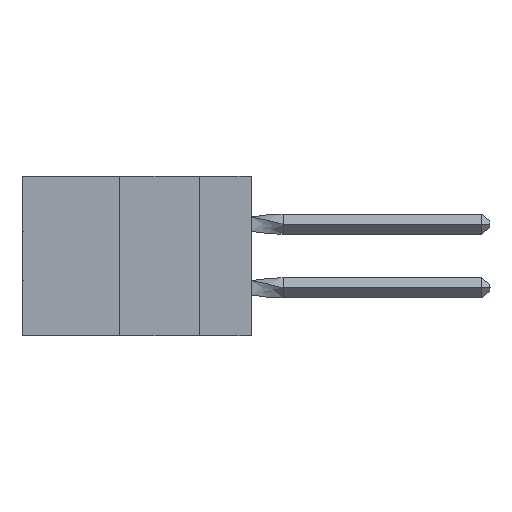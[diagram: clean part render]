
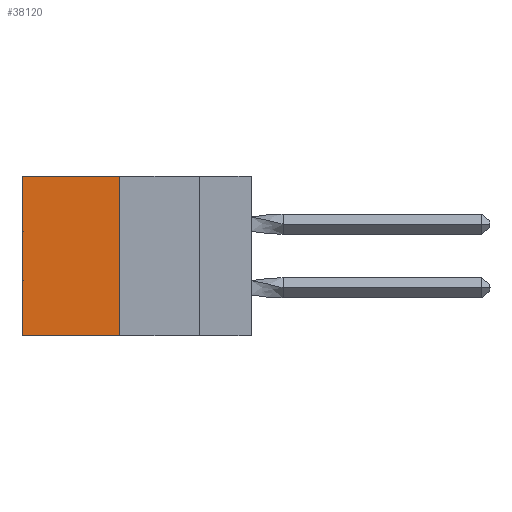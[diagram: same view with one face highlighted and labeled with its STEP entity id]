
A CAD part, left-side view. The second image highlights one B-rep face of the part: STEP entity #38120.
In plain terms, the highlighted planar face has unit normal (-1, 0, 0).
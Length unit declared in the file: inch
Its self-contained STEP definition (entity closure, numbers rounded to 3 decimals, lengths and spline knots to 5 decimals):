
#465 = DIRECTION ( 'NONE',  ( 0., 1., 0. ) ) ;
#657 = DIRECTION ( 'NONE',  ( 0., 0., -1. ) ) ;
#2743 = EDGE_CURVE ( 'NONE', #23764, #7523, #29193, .T. ) ;
#2778 = DIRECTION ( 'NONE',  ( 0., 1., 0. ) ) ;
#4245 = VERTEX_POINT ( 'NONE', #17190 ) ;
#4592 = CARTESIAN_POINT ( 'NONE',  ( 0.305, 0.413, -0.5 ) ) ;
#7523 = VERTEX_POINT ( 'NONE', #24223 ) ;
#8127 = CARTESIAN_POINT ( 'NONE',  ( 0.305, 0.72, -0.5 ) ) ;
#8223 = AXIS2_PLACEMENT_3D ( 'NONE', #17824, #34756, #657 ) ;
#9702 = VECTOR ( 'NONE', #31272, 39.37008 ) ;
#11351 = VECTOR ( 'NONE', #2778, 39.37008 ) ;
#12331 = LINE ( 'NONE', #8127, #27048 ) ;
#12860 = EDGE_CURVE ( 'NONE', #7523, #4245, #22881, .T. ) ;
#14139 = PLANE ( 'NONE',  #8223 ) ;
#14257 = LINE ( 'NONE', #40770, #20588 ) ;
#17190 = CARTESIAN_POINT ( 'NONE',  ( 0.305, 0.72, -0.5 ) ) ;
#17824 = CARTESIAN_POINT ( 'NONE',  ( 0.305, 0.413, -0.5 ) ) ;
#18543 = EDGE_LOOP ( 'NONE', ( #26705, #19758, #27138, #33868 ) ) ;
#19758 = ORIENTED_EDGE ( 'NONE', *, *, #12860, .F. ) ;
#20588 = VECTOR ( 'NONE', #465, 39.37008 ) ;
#22320 = CARTESIAN_POINT ( 'NONE',  ( 0.305, 0.72, 0. ) ) ;
#22881 = LINE ( 'NONE', #33996, #11351 ) ;
#23764 = VERTEX_POINT ( 'NONE', #37189 ) ;
#24223 = CARTESIAN_POINT ( 'NONE',  ( 0.305, 0.413, -0.5 ) ) ;
#25637 = VERTEX_POINT ( 'NONE', #22320 ) ;
#26705 = ORIENTED_EDGE ( 'NONE', *, *, #26930, .T. ) ;
#26930 = EDGE_CURVE ( 'NONE', #25637, #4245, #12331, .T. ) ;
#27048 = VECTOR ( 'NONE', #38210, 39.37008 ) ;
#27138 = ORIENTED_EDGE ( 'NONE', *, *, #2743, .F. ) ;
#29090 = FACE_OUTER_BOUND ( 'NONE', #18543, .T. ) ;
#29193 = LINE ( 'NONE', #4592, #9702 ) ;
#31272 = DIRECTION ( 'NONE',  ( 0., 0., -1. ) ) ;
#33868 = ORIENTED_EDGE ( 'NONE', *, *, #38658, .T. ) ;
#33996 = CARTESIAN_POINT ( 'NONE',  ( 0.305, 0.413, -0.5 ) ) ;
#34756 = DIRECTION ( 'NONE',  ( 1., 0., 0. ) ) ;
#37189 = CARTESIAN_POINT ( 'NONE',  ( 0.305, 0.413, 0. ) ) ;
#38120 = ADVANCED_FACE ( 'NONE', ( #29090 ), #14139, .F. ) ;
#38210 = DIRECTION ( 'NONE',  ( 0., 0., -1. ) ) ;
#38658 = EDGE_CURVE ( 'NONE', #23764, #25637, #14257, .T. ) ;
#40770 = CARTESIAN_POINT ( 'NONE',  ( 0.305, 0.413, 0. ) ) ;
